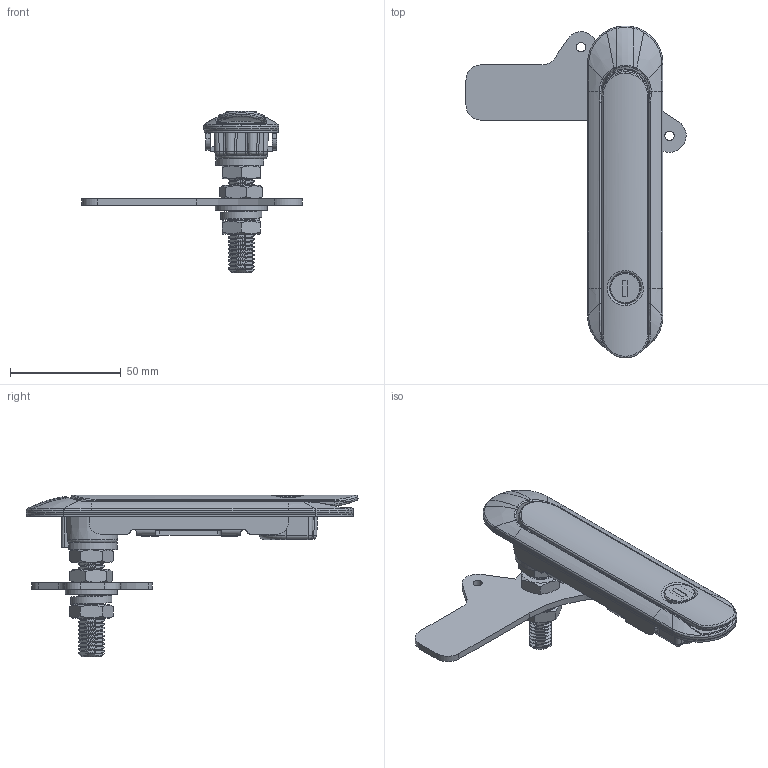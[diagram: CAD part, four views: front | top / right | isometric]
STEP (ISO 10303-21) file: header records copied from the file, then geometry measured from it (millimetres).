
FILE_DESCRIPTION(/* description */ (''),/* implementation_level */ '2;1');
FILE_NAME(/* name */ 'AF3283-3-316.stp',/* time_stamp */ '2024-08-30T17:24:19+09:00',/* author */ ('user'),/* organization */ (''),/* preprocessor_version */ 'ST-DEVELOPER v15.6',/* originating_system */ 'Autodesk Inventor 2015',/* authorisation */ '');
FILE_SCHEMA (('AUTOMOTIVE_DESIGN { 1 0 10303 214 3 1 1 }'));
Products named in the file (14): 3베이스; 2볼트2; 3너트; 3방향캠; 3브라켓; 3스프링와셔_3.2Tx18.6x12.5; 3와샤(평); 3캠샤프트; 3패킹; 3핸들; 날개; 키코어 커버; 키코어; AF3283-3-316
Bounding box: 99.49 x 150 x 73.15 mm (x, y, z)
Volume: 55064.8 mm3; surface area: 53865.9 mm2
Topology: 16 solids, 16 shells, 1154 faces, 3066 edges, 1949 vertices
Faces by surface type: plane 466, cylinder 364, bspline 205, torus 64, cone 47, sphere 8
Full cylindrical faces by diameter (mm): 3.1 x3, 4.134 x2, 4.2 x2, 5 x2, 6.5 x2, 7 x1, 7.5 x2, 10.8 x1, 11.2 x1, 13.1 x2, 13.2 x2, 14 x1, 14.3 x1, 15.2 x1, 23.5 x1
Entity records: 70792 total; most frequent: CARTESIAN_POINT 45690, ORIENTED_EDGE 5646, DIRECTION 4513, EDGE_CURVE 2823, VERTEX_POINT 1817, AXIS2_PLACEMENT_3D 1700, EDGE_LOOP 1182, LINE 1113
